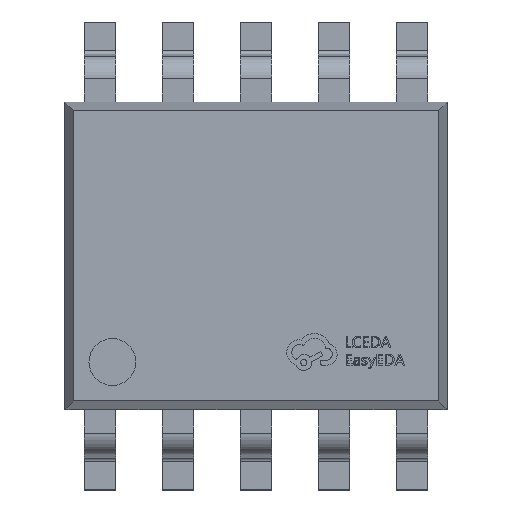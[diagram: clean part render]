
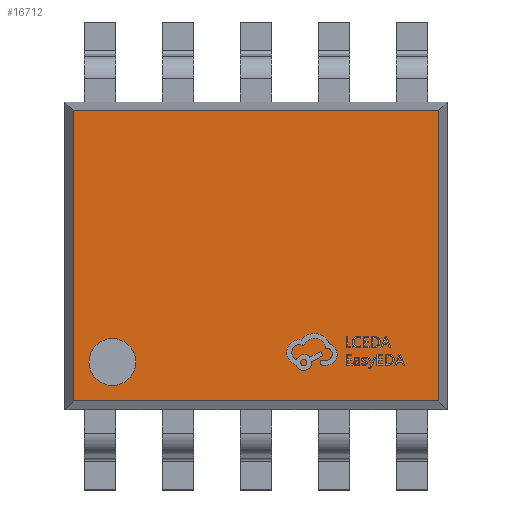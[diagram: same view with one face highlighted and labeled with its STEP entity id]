
A CAD part, top view. The second image highlights one B-rep face of the part: STEP entity #16712.
In plain terms, the highlighted planar face has unit normal (0, 0, 1).
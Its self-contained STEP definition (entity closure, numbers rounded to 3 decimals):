
#178 = CARTESIAN_POINT ( 'NONE',  ( -2.342, 1.862, 0.73 ) ) ;
#981 = EDGE_CURVE ( 'NONE', #9415, #20529, #9965, .T. ) ;
#1190 = CARTESIAN_POINT ( 'NONE',  ( -1.542, -1.362, 0.73 ) ) ;
#1249 = CARTESIAN_POINT ( 'NONE',  ( 0., 0., 0.73 ) ) ;
#1631 = EDGE_CURVE ( 'NONE', #16640, #2225, #20521, .T. ) ;
#2225 = VERTEX_POINT ( 'NONE', #178 ) ;
#2603 = CARTESIAN_POINT ( 'NONE',  ( 0., -1.862, 0.73 ) ) ;
#3394 = CARTESIAN_POINT ( 'NONE',  ( -2.342, -1.862, 0.73 ) ) ;
#3572 = AXIS2_PLACEMENT_3D ( 'NONE', #17318, #14443, #15847 ) ;
#4225 = PLANE ( 'NONE',  #20515 ) ;
#4334 = DIRECTION ( 'NONE',  ( 1., 0., 0. ) ) ;
#5155 = CIRCLE ( 'NONE', #10193, 0.3 ) ;
#5214 = EDGE_LOOP ( 'NONE', ( #7927, #19757 ) ) ;
#5306 = EDGE_CURVE ( 'NONE', #20529, #9415, #5155, .T. ) ;
#5811 = LINE ( 'NONE', #18724, #7457 ) ;
#6105 = VERTEX_POINT ( 'NONE', #8996 ) ;
#7457 = VECTOR ( 'NONE', #15136, 1000. ) ;
#7467 = VERTEX_POINT ( 'NONE', #17208 ) ;
#7713 = LINE ( 'NONE', #2603, #11089 ) ;
#7927 = ORIENTED_EDGE ( 'NONE', *, *, #5306, .F. ) ;
#7957 = CARTESIAN_POINT ( 'NONE',  ( -1.842, -1.362, 0.73 ) ) ;
#8021 = ORIENTED_EDGE ( 'NONE', *, *, #12273, .F. ) ;
#8605 = VECTOR ( 'NONE', #4334, 1000. ) ;
#8996 = CARTESIAN_POINT ( 'NONE',  ( 2.342, -1.862, 0.73 ) ) ;
#9381 = DIRECTION ( 'NONE',  ( -1., 0., 0. ) ) ;
#9415 = VERTEX_POINT ( 'NONE', #14591 ) ;
#9965 = CIRCLE ( 'NONE', #3572, 0.3 ) ;
#10193 = AXIS2_PLACEMENT_3D ( 'NONE', #7957, #14393, #20849 ) ;
#10477 = VECTOR ( 'NONE', #18935, 1000. ) ;
#10985 = FACE_OUTER_BOUND ( 'NONE', #19945, .T. ) ;
#11089 = VECTOR ( 'NONE', #9381, 1000. ) ;
#12273 = EDGE_CURVE ( 'NONE', #2225, #7467, #12357, .T. ) ;
#12357 = LINE ( 'NONE', #18837, #8605 ) ;
#12501 = ORIENTED_EDGE ( 'NONE', *, *, #17572, .F. ) ;
#12575 = DIRECTION ( 'NONE',  ( 0., 0., -1. ) ) ;
#12585 = ORIENTED_EDGE ( 'NONE', *, *, #19247, .F. ) ;
#13855 = FACE_BOUND ( 'NONE', #5214, .T. ) ;
#14393 = DIRECTION ( 'NONE',  ( 0., 0., 1. ) ) ;
#14443 = DIRECTION ( 'NONE',  ( 0., 0., 1. ) ) ;
#14591 = CARTESIAN_POINT ( 'NONE',  ( -2.142, -1.362, 0.73 ) ) ;
#15136 = DIRECTION ( 'NONE',  ( 0., -1., 0. ) ) ;
#15552 = CARTESIAN_POINT ( 'NONE',  ( -2.342, 0., 0.73 ) ) ;
#15847 = DIRECTION ( 'NONE',  ( 1., 0., 0. ) ) ;
#16640 = VERTEX_POINT ( 'NONE', #3394 ) ;
#16712 = ADVANCED_FACE ( 'NONE', ( #13855, #10985 ), #4225, .F. ) ;
#16794 = ORIENTED_EDGE ( 'NONE', *, *, #1631, .F. ) ;
#17208 = CARTESIAN_POINT ( 'NONE',  ( 2.342, 1.862, 0.73 ) ) ;
#17318 = CARTESIAN_POINT ( 'NONE',  ( -1.842, -1.362, 0.73 ) ) ;
#17365 = DIRECTION ( 'NONE',  ( -1., 0., 0. ) ) ;
#17572 = EDGE_CURVE ( 'NONE', #6105, #16640, #7713, .T. ) ;
#18724 = CARTESIAN_POINT ( 'NONE',  ( 2.342, 0., 0.73 ) ) ;
#18837 = CARTESIAN_POINT ( 'NONE',  ( 0., 1.862, 0.73 ) ) ;
#18935 = DIRECTION ( 'NONE',  ( 0., 1., 0. ) ) ;
#19247 = EDGE_CURVE ( 'NONE', #7467, #6105, #5811, .T. ) ;
#19757 = ORIENTED_EDGE ( 'NONE', *, *, #981, .F. ) ;
#19945 = EDGE_LOOP ( 'NONE', ( #12501, #12585, #8021, #16794 ) ) ;
#20515 = AXIS2_PLACEMENT_3D ( 'NONE', #1249, #12575, #17365 ) ;
#20521 = LINE ( 'NONE', #15552, #10477 ) ;
#20529 = VERTEX_POINT ( 'NONE', #1190 ) ;
#20849 = DIRECTION ( 'NONE',  ( 1., 0., 0. ) ) ;
